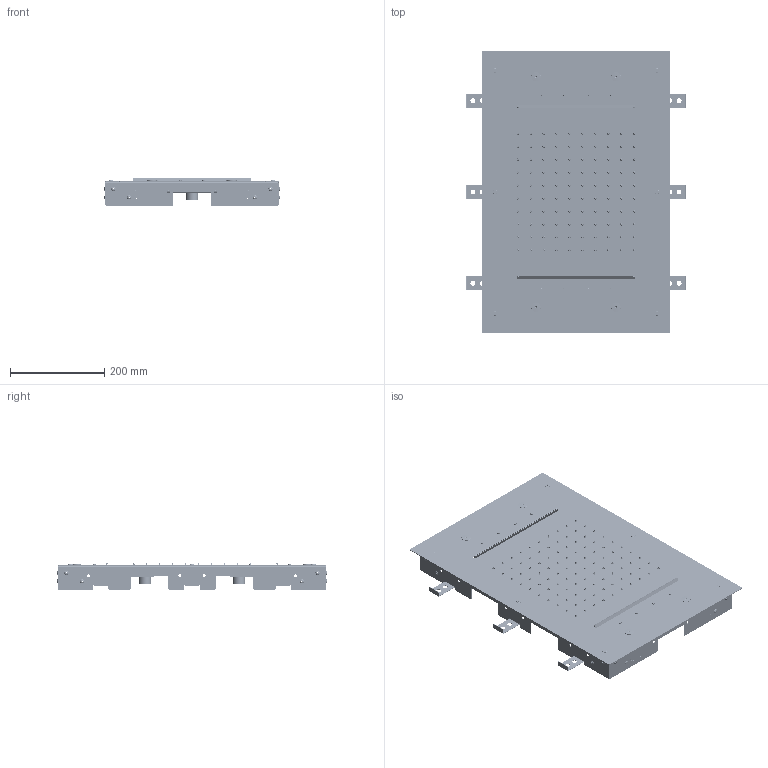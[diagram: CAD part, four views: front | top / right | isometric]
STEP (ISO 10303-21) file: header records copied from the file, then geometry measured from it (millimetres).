
FILE_DESCRIPTION(('STEP AP214'),'1');
FILE_NAME('Art.65035.stp','2023-06-12T05:34:06',(' '),(' '),'Spatial InterOp 3D',' ',' ');
FILE_SCHEMA(('AUTOMOTIVE_DESIGN { 1 0 10303 214 1 1 1 1 }'));
Length unit declared in the file: millimetre
Products named in the file (299): Art.65035; ASSEM1; S.00104; 21695RT; S.00317; GrR; 21656; 21695; 21684; 21313; 21192; M.20702; M-20696; M-20697; T.RA003; M-20698; S.00340; S.00110; S.00207; GrCr; 21636; T.00320a; A.00075; GrT.RA070 (Est); A.00081; A.00082; T.RA070; 21868; M.1735; P.00100; T.RA141; 24264; M-1755; 21698; T.RA063; 22292
Assembly tree (449 placements, depth 5):
  Art.65035
    ASSEM1
    21695RT
      S.00104  x8
        ASSEM1
        (unnamed)
        S.00104
      GrR  x4
        S.00317
          ASSEM1
          S.00317
        21656
      21695  x2
      21684  x2
    21313  x2
    21192  x4
    M.20702  x2
      ASSEM1
      (unnamed)
      (unnamed)
      (unnamed)
      (unnamed)
      M-20696
      M-20697
      T.RA003
        ASSEM1
        (unnamed)
        T.RA003
      M-20698
    S.00340  x8
      ASSEM1
      (unnamed)
      (unnamed)
      (unnamed)
      (unnamed)
      (unnamed)
      (unnamed)
      (unnamed)
      (unnamed)
      S.00340
    S.00110  x8
    S.00207  x8
      ASSEM1
      S.00207
    GrCr  x2
      21636
      T.00320a
        ASSEM1
        (unnamed)
        (unnamed)
        (unnamed)
        (unnamed)
        (unnamed)
        (unnamed)
        (unnamed)
        (unnamed)
        (unnamed)
        (unnamed)
        (unnamed)
        (unnamed)
Bounding box: 468 x 600 x 58.29 mm (x, y, z)
Volume: 1018533.1 mm3; surface area: 1785092.2 mm2
Topology: 204 solids, 204 shells, 5109 faces, 12534 edges, 8096 vertices
Faces by surface type: plane 1777, cylinder 1761, torus 1215, cone 188, sphere 144, bspline 24
Full cylindrical faces by diameter (mm): 0.4 x8, 1 x4, 1.5 x104, 1.7 x100, 2.6 x16, 3.1 x100, 3.3 x108, 4 x8, 4.2 x8, 4.4 x8, 4.5 x4, 4.6 x8, 4.8 x16, 5 x218, 5.2 x40, 6 x28, 6.2 x20, 6.4 x8, 6.5 x4, 6.9 x8, 7 x6, 8 x8, 8.2 x8, 8.566 x4, 9.5 x4, 9.8 x8, 10 x106, 10.2 x8, 10.5 x12, 12 x8
Entity records: 63315 total; most frequent: DIRECTION 7582, CARTESIAN_POINT 6597, ORIENTED_EDGE 5034, AXIS2_PLACEMENT_3D 3153, EDGE_CURVE 2517, EDGE_LOOP 2146, VERTEX_POINT 1831, CIRCLE 1519
